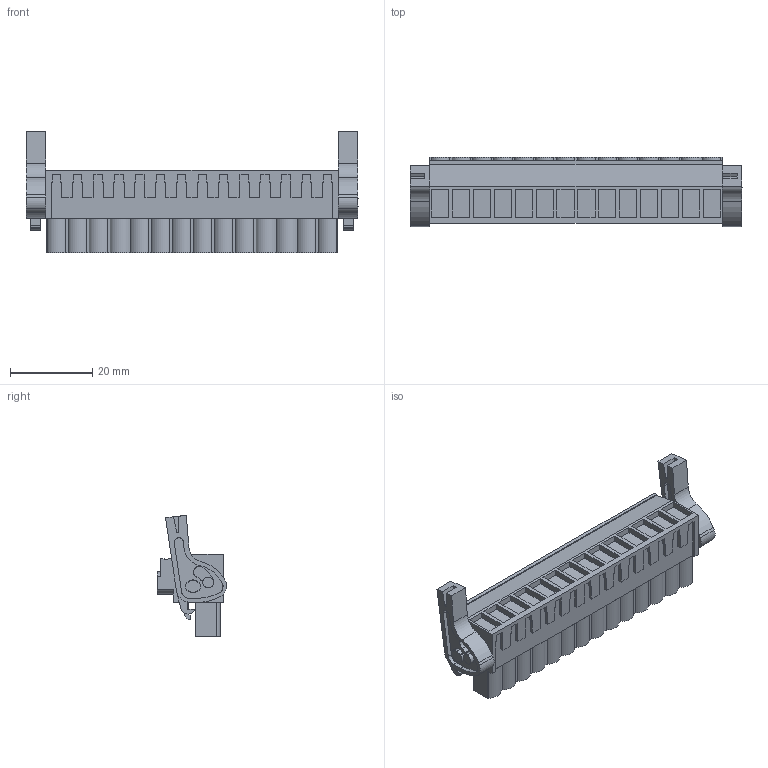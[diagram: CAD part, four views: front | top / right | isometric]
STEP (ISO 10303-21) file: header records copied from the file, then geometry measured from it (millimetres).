
FILE_DESCRIPTION(('CATIA V5 STEP','CAx-IF Rec.Pracs.--- Model Styling and Organization---1.2---2011-12-15'),'2;1');
FILE_NAME ('D1460006_0_1945180000_1945180000.stp','2017-05-23T06:08:05+00:00',('none'),('Weidmueller'),'CATIA Version 5-6 Release 2014','CATIA V5 STEP AP214','none');
FILE_SCHEMA(('AUTOMOTIVE_DESIGN { 1 0 10303 214 1 1 1 1 }'));
Length unit declared in the file: millimetre
Products named in the file (1): 1945180000
Bounding box: 80.82 x 16.91 x 29.52 mm (x, y, z)
Volume: 14392.2 mm3; surface area: 10119.2 mm2
Topology: 17 solids, 17 shells, 1074 faces, 3017 edges, 2044 vertices
Faces by surface type: plane 874, cylinder 160, extrusion 40
Entity records: 33488 total; most frequent: CARTESIAN_POINT 7328, ORIENTED_EDGE 6034, DIRECTION 4253, EDGE_CURVE 3017, VECTOR 2589, LINE 2549, VERTEX_POINT 2044, EDGE_LOOP 1149
